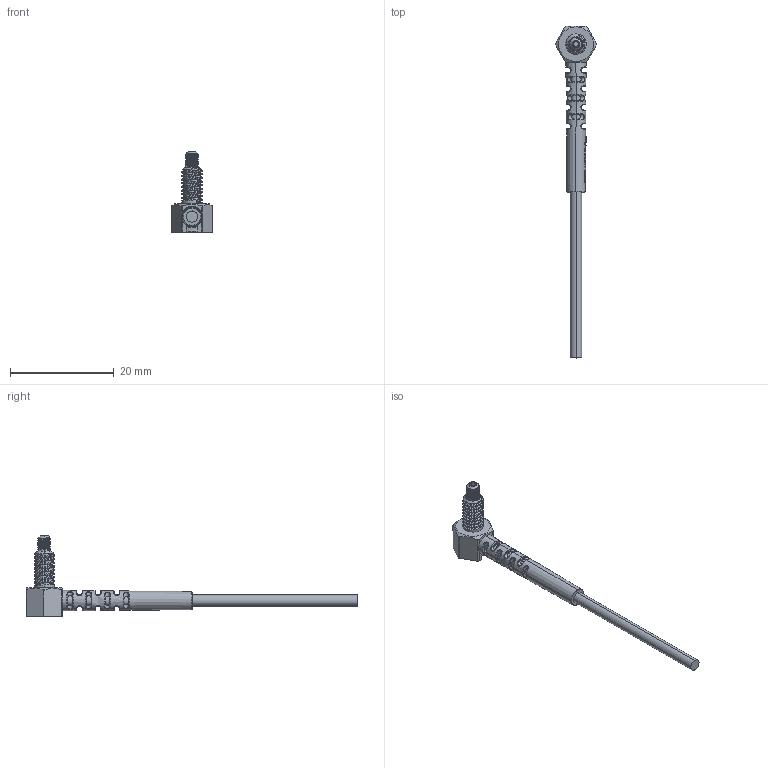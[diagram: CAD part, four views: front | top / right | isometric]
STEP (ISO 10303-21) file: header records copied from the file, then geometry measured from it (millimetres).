
FILE_DESCRIPTION((''),'2;1');
FILE_NAME('PT4Y10TZR_ASM','2022-01-12T10:16:39',('Administrator'),(''),'CREO PARAMETRIC BY PTC INC, 2021023','CREO PARAMETRIC BY PTC INC, 2021023','');
FILE_SCHEMA(('CONFIG_CONTROL_DESIGN'));
Length unit declared in the file: millimetre
Products named in the file (5): M4-900; 22XIAN_DAN_; PTM3M4-22__; 22-DANXIAN__ASM; PT4Y10TZR_ASM
Assembly tree (4 placements, depth 3):
  PT4Y10TZR_ASM
    M4-900
    22-DANXIAN__ASM
      22XIAN_DAN_
      PTM3M4-22__
Bounding box: 7.99 x 64 x 15.5 mm (x, y, z)
Volume: 589 mm3; surface area: 1477 mm2
Topology: 4 solids, 4 shells, 267 faces, 690 edges, 442 vertices
Faces by surface type: bspline 89, plane 67, cylinder 57, torus 34, cone 20
Entity records: 19031 total; most frequent: CARTESIAN_POINT 13057, ORIENTED_EDGE 1380, DIRECTION 971, EDGE_CURVE 690, VERTEX_POINT 442, AXIS2_PLACEMENT_3D 409, B_SPLINE_CURVE_WITH_KNOTS 317, EDGE_LOOP 310
